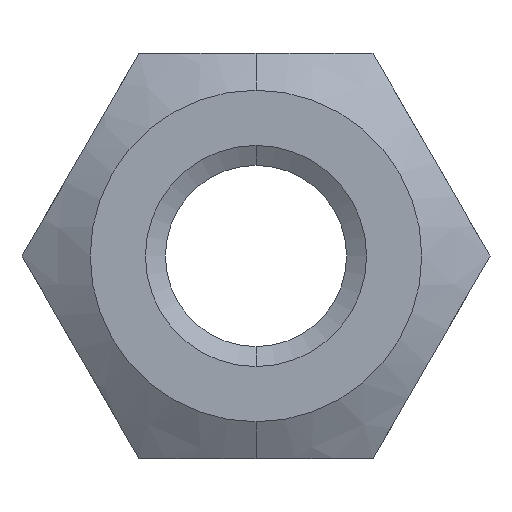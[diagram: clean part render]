
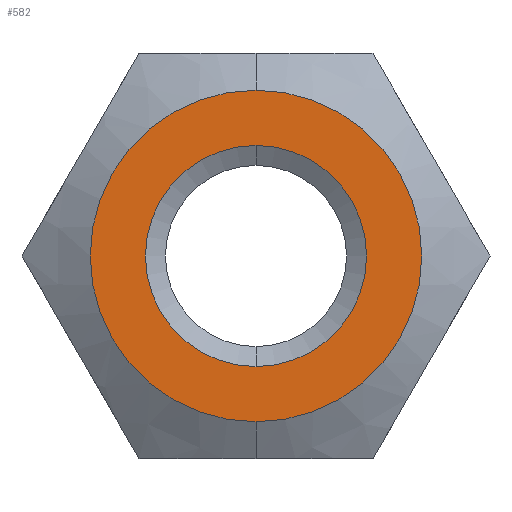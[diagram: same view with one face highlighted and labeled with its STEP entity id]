
A CAD part, left-side view. The second image highlights one B-rep face of the part: STEP entity #582.
In plain terms, the highlighted planar face has unit normal (-1, 0, 0).
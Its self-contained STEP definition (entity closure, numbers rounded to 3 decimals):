
#1 = VERTEX_POINT ( 'NONE', #421 ) ;
#19 = VERTEX_POINT ( 'NONE', #37 ) ;
#36 = CIRCLE ( 'NONE', #471, 2.25 ) ;
#37 = CARTESIAN_POINT ( 'NONE',  ( 0., 0., -1.5 ) ) ;
#45 = FACE_BOUND ( 'NONE', #218, .T. ) ;
#84 = DIRECTION ( 'NONE',  ( 0., 0., -1. ) ) ;
#88 = VERTEX_POINT ( 'NONE', #491 ) ;
#130 = ORIENTED_EDGE ( 'NONE', *, *, #438, .T. ) ;
#131 = CARTESIAN_POINT ( 'NONE',  ( 0., 0., 0. ) ) ;
#133 = AXIS2_PLACEMENT_3D ( 'NONE', #131, #420, #428 ) ;
#137 = CARTESIAN_POINT ( 'NONE',  ( 0., 0., 0. ) ) ;
#139 = DIRECTION ( 'NONE',  ( 1., 0., 0. ) ) ;
#145 = CIRCLE ( 'NONE', #133, 2.25 ) ;
#181 = ORIENTED_EDGE ( 'NONE', *, *, #411, .F. ) ;
#191 = AXIS2_PLACEMENT_3D ( 'NONE', #137, #240, #492 ) ;
#204 = PLANE ( 'NONE',  #403 ) ;
#214 = CIRCLE ( 'NONE', #509, 1.5 ) ;
#218 = EDGE_LOOP ( 'NONE', ( #130, #295 ) ) ;
#240 = DIRECTION ( 'NONE',  ( 1., 0., 0. ) ) ;
#295 = ORIENTED_EDGE ( 'NONE', *, *, #456, .T. ) ;
#356 = CARTESIAN_POINT ( 'NONE',  ( 0., 0., -2.25 ) ) ;
#367 = DIRECTION ( 'NONE',  ( 1., 0., 0. ) ) ;
#373 = EDGE_CURVE ( 'NONE', #593, #1, #145, .T. ) ;
#403 = AXIS2_PLACEMENT_3D ( 'NONE', #405, #367, #613 ) ;
#405 = CARTESIAN_POINT ( 'NONE',  ( 0., 0., 0. ) ) ;
#409 = EDGE_LOOP ( 'NONE', ( #621, #181 ) ) ;
#411 = EDGE_CURVE ( 'NONE', #1, #593, #36, .T. ) ;
#416 = FACE_OUTER_BOUND ( 'NONE', #409, .T. ) ;
#420 = DIRECTION ( 'NONE',  ( 1., 0., 0. ) ) ;
#421 = CARTESIAN_POINT ( 'NONE',  ( 0., 0., 2.25 ) ) ;
#428 = DIRECTION ( 'NONE',  ( 0., 0., -1. ) ) ;
#433 = CARTESIAN_POINT ( 'NONE',  ( 0., 0., 0. ) ) ;
#434 = CIRCLE ( 'NONE', #191, 1.5 ) ;
#438 = EDGE_CURVE ( 'NONE', #88, #19, #214, .T. ) ;
#456 = EDGE_CURVE ( 'NONE', #19, #88, #434, .T. ) ;
#471 = AXIS2_PLACEMENT_3D ( 'NONE', #433, #139, #84 ) ;
#491 = CARTESIAN_POINT ( 'NONE',  ( 0., 0., 1.5 ) ) ;
#492 = DIRECTION ( 'NONE',  ( 0., 0., 1. ) ) ;
#493 = CARTESIAN_POINT ( 'NONE',  ( 0., 0., 0. ) ) ;
#509 = AXIS2_PLACEMENT_3D ( 'NONE', #493, #594, #544 ) ;
#544 = DIRECTION ( 'NONE',  ( 0., 0., 1. ) ) ;
#582 = ADVANCED_FACE ( 'NONE', ( #45, #416 ), #204, .F. ) ;
#593 = VERTEX_POINT ( 'NONE', #356 ) ;
#594 = DIRECTION ( 'NONE',  ( 1., 0., 0. ) ) ;
#613 = DIRECTION ( 'NONE',  ( 0., 0., -1. ) ) ;
#621 = ORIENTED_EDGE ( 'NONE', *, *, #373, .F. ) ;
